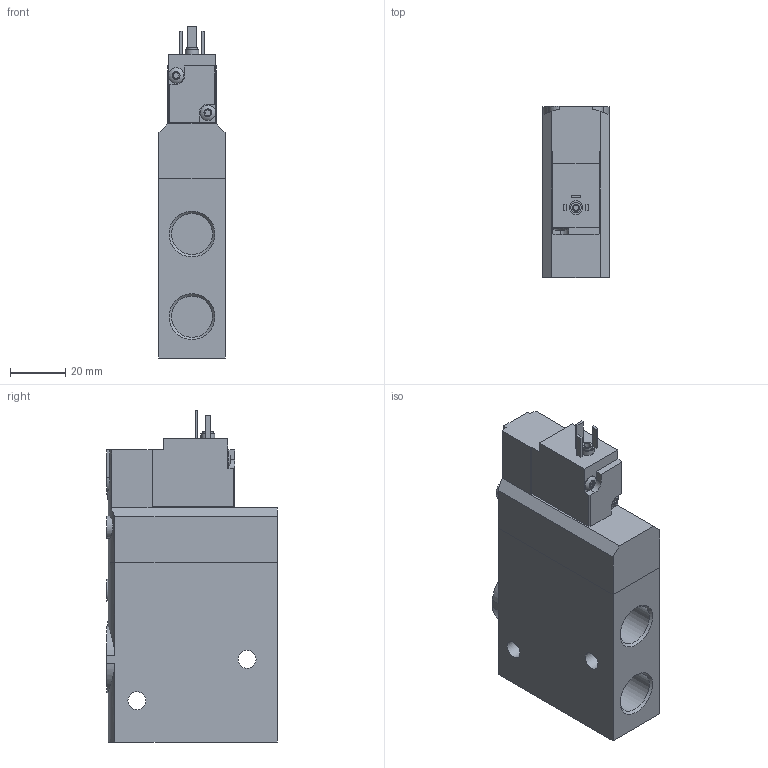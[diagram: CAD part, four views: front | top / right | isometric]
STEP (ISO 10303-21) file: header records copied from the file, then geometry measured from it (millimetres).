
FILE_DESCRIPTION(/* description */ ('STEP AP214'),/* implementation_level */ '2;1');
FILE_NAME(/* name */ '163808_CPE24-M2H-3OL-3_8',/* time_stamp */ '2024-08-06T21:48:01+02:00',/* author */ ('License CC BY-ND 4.0'),/* organization */ ('CADENAS'),/* preprocessor_version */ 'ST-DEVELOPER v19.3',/* originating_system */ 'PARTsolutions',/* authorisation */ ' ');
FILE_SCHEMA (('AP242_MANAGED_MODEL_BASED_3D_ENGINEERING_MIM_LF { 1 0 10303 442 3 1 4 }','AUTOMOTIVE_DESIGN {1 0 10303 214 3 1 1}'));
Length unit declared in the file: millimetre
Products named in the file (3): 163808 CPE24-M2H-3OL-3/8; CPE24-...-3/2; CPE24-KMEB_M2H
Assembly tree (2 placements, depth 2):
  163808 CPE24-M2H-3OL-3/8
    CPE24-...-3/2
    CPE24-KMEB_M2H
Bounding box: 24 x 62 x 120.5 mm (x, y, z)
Volume: 130949.2 mm3; surface area: 27519.1 mm2
Topology: 2 solids, 2 shells, 136 faces, 324 edges, 207 vertices
Faces by surface type: plane 66, cylinder 49, cone 19, torus 2
Full cylindrical faces by diameter (mm): 2 x1, 2.013 x1, 2.5 x1, 3.8 x1, 4.134 x2, 5 x1, 5.6 x3, 6.5 x2, 8 x2, 14.95 x3
Entity records: 3902 total; most frequent: CARTESIAN_POINT 807, DIRECTION 620, ORIENTED_EDGE 586, EDGE_CURVE 293, AXIS2_PLACEMENT_3D 229, VERTEX_POINT 202, EDGE_LOOP 181, FACE_BOUND 181
